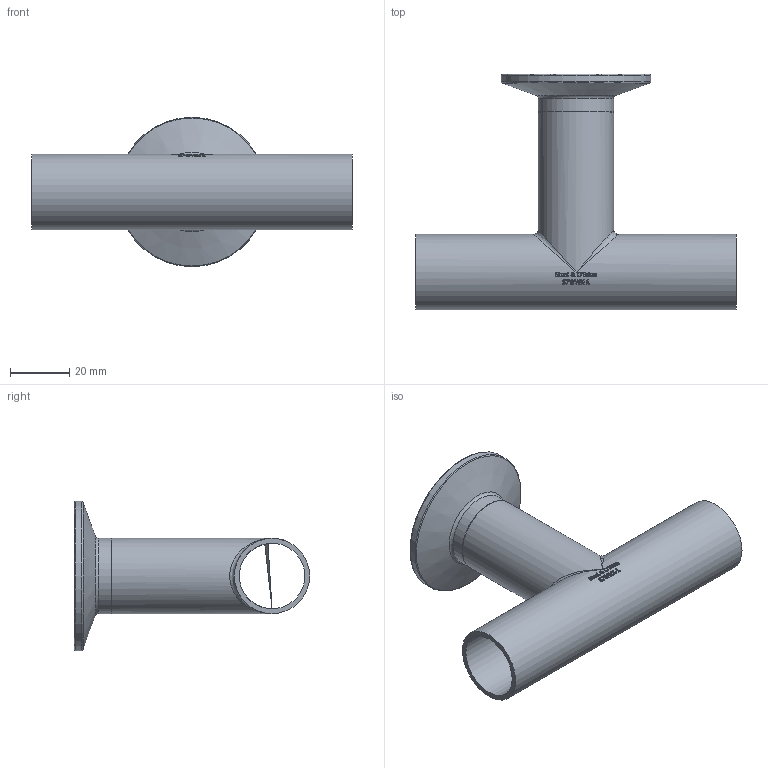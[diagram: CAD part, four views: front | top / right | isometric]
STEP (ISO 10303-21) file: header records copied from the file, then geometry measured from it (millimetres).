
FILE_DESCRIPTION(/* description */ (''),/* implementation_level */ '2;1');
FILE_NAME(/* name */ 'S7WWK-1.stp',/* time_stamp */ '2018-11-28T10:44:15-05:00',/* author */ ('ken'),/* organization */ (''),/* preprocessor_version */ 'ST-DEVELOPER v15.2',/* originating_system */ 'Autodesk Inventor 2014',/* authorisation */ '');
FILE_SCHEMA (('AUTOMOTIVE_DESIGN { 1 0 10303 214 3 1 1 }'));
Length unit declared in the file: inch
Products named in the file (1): S7WWK-1
Bounding box: 107.95 x 79.38 x 50.39 mm (x, y, z)
Volume: 26432.8 mm3; surface area: 27271.7 mm2
Topology: 1 solids, 1 shells, 335 faces, 896 edges, 590 vertices
Faces by surface type: plane 149, bspline 138, cylinder 36, torus 9, cone 3
Full cylindrical faces by diameter (mm): 22.098 x3, 25.4 x3, 50.394 x1
Entity records: 13004 total; most frequent: CARTESIAN_POINT 5453, ORIENTED_EDGE 1734, DIRECTION 1177, EDGE_CURVE 867, VERTEX_POINT 586, LINE 409, VECTOR 409, EDGE_LOOP 391
